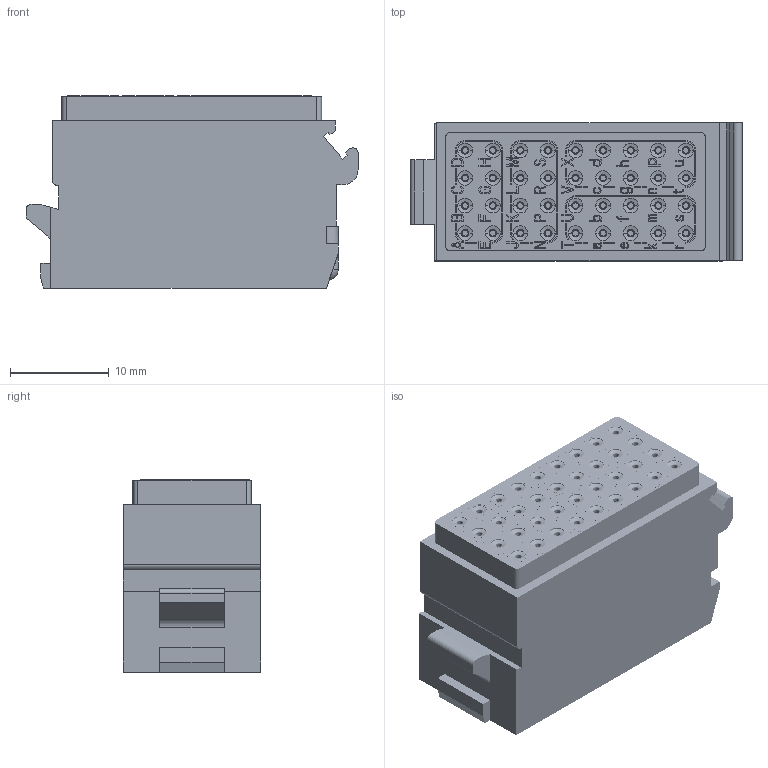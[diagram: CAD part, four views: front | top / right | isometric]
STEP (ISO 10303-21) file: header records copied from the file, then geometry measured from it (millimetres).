
FILE_DESCRIPTION((''),'2;1');
FILE_NAME('00175510302','2019-10-30T',('presta_be4'),(''),'CREO PARAMETRIC BY PTC INC, 2018360','CREO PARAMETRIC BY PTC INC, 2018360','');
FILE_SCHEMA(('CONFIG_CONTROL_DESIGN'));
Products named in the file (1): 00175510302
Bounding box: 33.7 x 14 x 19.51 mm (x, y, z)
Volume: 5810.8 mm3; surface area: 6636.2 mm2
Topology: 1 solids, 1 shells, 3348 faces, 7760 edges, 4668 vertices
Faces by surface type: plane 1360, cylinder 763, torus 648, cone 576, sphere 1
Entity records: 94272 total; most frequent: DIRECTION 17567, CARTESIAN_POINT 15802, ORIENTED_EDGE 15520, EDGE_CURVE 7760, AXIS2_PLACEMENT_3D 6461, VERTEX_POINT 4669, VECTOR 4645, LINE 4645
